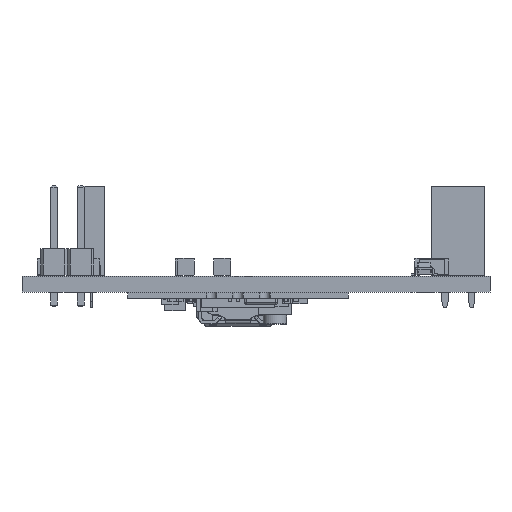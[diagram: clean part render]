
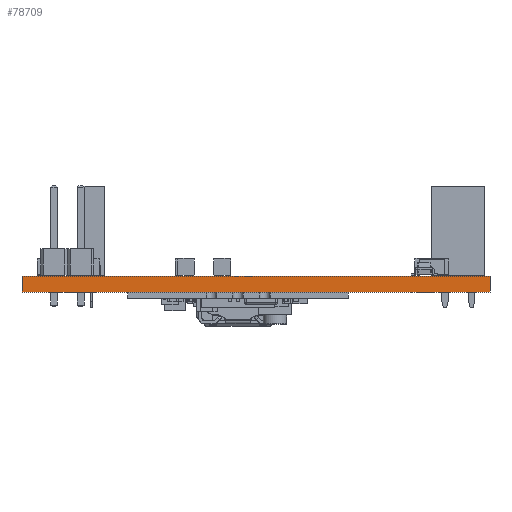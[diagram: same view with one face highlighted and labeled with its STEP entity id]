
A CAD part, front view. The second image highlights one B-rep face of the part: STEP entity #78709.
In plain terms, the highlighted planar face has unit normal (0, -1, 0).
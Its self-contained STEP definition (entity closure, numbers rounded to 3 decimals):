
#78709 = ADVANCED_FACE('',(#78710),#78744,.T.);
#78710 = FACE_BOUND('',#78711,.T.);
#78711 = EDGE_LOOP('',(#78712,#78722,#78730,#78738));
#78712 = ORIENTED_EDGE('',*,*,#78713,.T.);
#78713 = EDGE_CURVE('',#78714,#78716,#78718,.T.);
#78714 = VERTEX_POINT('',#78715);
#78715 = CARTESIAN_POINT('',(108.,-125.25,0.));
#78716 = VERTEX_POINT('',#78717);
#78717 = CARTESIAN_POINT('',(108.,-125.25,1.51));
#78718 = LINE('',#78719,#78720);
#78719 = CARTESIAN_POINT('',(108.,-125.25,0.));
#78720 = VECTOR('',#78721,1.);
#78721 = DIRECTION('',(0.,0.,1.));
#78722 = ORIENTED_EDGE('',*,*,#78723,.T.);
#78723 = EDGE_CURVE('',#78716,#78724,#78726,.T.);
#78724 = VERTEX_POINT('',#78725);
#78725 = CARTESIAN_POINT('',(63.41,-125.25,1.51));
#78726 = LINE('',#78727,#78728);
#78727 = CARTESIAN_POINT('',(108.,-125.25,1.51));
#78728 = VECTOR('',#78729,1.);
#78729 = DIRECTION('',(-1.,0.,0.));
#78730 = ORIENTED_EDGE('',*,*,#78731,.F.);
#78731 = EDGE_CURVE('',#78732,#78724,#78734,.T.);
#78732 = VERTEX_POINT('',#78733);
#78733 = CARTESIAN_POINT('',(63.41,-125.25,0.));
#78734 = LINE('',#78735,#78736);
#78735 = CARTESIAN_POINT('',(63.41,-125.25,0.));
#78736 = VECTOR('',#78737,1.);
#78737 = DIRECTION('',(0.,0.,1.));
#78738 = ORIENTED_EDGE('',*,*,#78739,.F.);
#78739 = EDGE_CURVE('',#78714,#78732,#78740,.T.);
#78740 = LINE('',#78741,#78742);
#78741 = CARTESIAN_POINT('',(108.,-125.25,0.));
#78742 = VECTOR('',#78743,1.);
#78743 = DIRECTION('',(-1.,0.,0.));
#78744 = PLANE('',#78745);
#78745 = AXIS2_PLACEMENT_3D('',#78746,#78747,#78748);
#78746 = CARTESIAN_POINT('',(108.,-125.25,0.));
#78747 = DIRECTION('',(0.,-1.,0.));
#78748 = DIRECTION('',(-1.,0.,0.));
